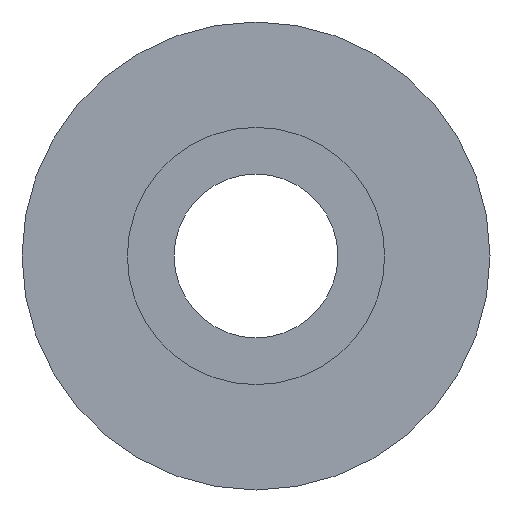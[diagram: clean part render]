
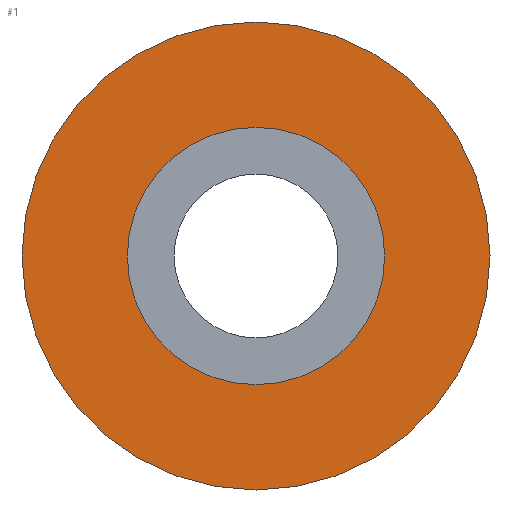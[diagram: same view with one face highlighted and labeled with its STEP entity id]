
A CAD part, front view. The second image highlights one B-rep face of the part: STEP entity #1.
In plain terms, the highlighted planar face has unit normal (0, -1, 0).
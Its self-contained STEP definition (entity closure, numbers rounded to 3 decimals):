
#1 = ADVANCED_FACE ( 'NONE', ( #251, #139 ), #259, .F. ) ;
#15 = ORIENTED_EDGE ( 'NONE', *, *, #370, .F. ) ;
#16 = CARTESIAN_POINT ( 'NONE',  ( 0., 0., 27.5 ) ) ;
#26 = CARTESIAN_POINT ( 'NONE',  ( 0., 0., -50. ) ) ;
#37 = CARTESIAN_POINT ( 'NONE',  ( 0., 0., 0. ) ) ;
#49 = AXIS2_PLACEMENT_3D ( 'NONE', #132, #110, #281 ) ;
#52 = EDGE_CURVE ( 'NONE', #79, #74, #344, .T. ) ;
#56 = VERTEX_POINT ( 'NONE', #144 ) ;
#58 = DIRECTION ( 'NONE',  ( 0., 0., -1. ) ) ;
#66 = EDGE_CURVE ( 'NONE', #74, #79, #262, .T. ) ;
#72 = AXIS2_PLACEMENT_3D ( 'NONE', #134, #346, #221 ) ;
#74 = VERTEX_POINT ( 'NONE', #16 ) ;
#79 = VERTEX_POINT ( 'NONE', #95 ) ;
#95 = CARTESIAN_POINT ( 'NONE',  ( 0., 0., -27.5 ) ) ;
#100 = ORIENTED_EDGE ( 'NONE', *, *, #151, .F. ) ;
#101 = CARTESIAN_POINT ( 'NONE',  ( 0., 0., 0. ) ) ;
#107 = ORIENTED_EDGE ( 'NONE', *, *, #52, .F. ) ;
#110 = DIRECTION ( 'NONE',  ( 0., 1., 0. ) ) ;
#132 = CARTESIAN_POINT ( 'NONE',  ( 0., 0., 0. ) ) ;
#134 = CARTESIAN_POINT ( 'NONE',  ( 0., 0., 0. ) ) ;
#139 = FACE_OUTER_BOUND ( 'NONE', #278, .T. ) ;
#144 = CARTESIAN_POINT ( 'NONE',  ( 0., 0., 50. ) ) ;
#151 = EDGE_CURVE ( 'NONE', #365, #56, #220, .T. ) ;
#159 = ORIENTED_EDGE ( 'NONE', *, *, #66, .F. ) ;
#196 = AXIS2_PLACEMENT_3D ( 'NONE', #101, #275, #214 ) ;
#214 = DIRECTION ( 'NONE',  ( 0., 0., 1. ) ) ;
#220 = CIRCLE ( 'NONE', #196, 50. ) ;
#221 = DIRECTION ( 'NONE',  ( 0., 0., 1. ) ) ;
#226 = CARTESIAN_POINT ( 'NONE',  ( 0., 0., 0. ) ) ;
#232 = CIRCLE ( 'NONE', #72, 50. ) ;
#240 = EDGE_LOOP ( 'NONE', ( #107, #159 ) ) ;
#244 = DIRECTION ( 'NONE',  ( 0., 0., -1. ) ) ;
#251 = FACE_BOUND ( 'NONE', #240, .T. ) ;
#255 = AXIS2_PLACEMENT_3D ( 'NONE', #37, #334, #244 ) ;
#259 = PLANE ( 'NONE',  #49 ) ;
#262 = CIRCLE ( 'NONE', #255, 27.5 ) ;
#275 = DIRECTION ( 'NONE',  ( 0., 1., 0. ) ) ;
#278 = EDGE_LOOP ( 'NONE', ( #100, #15 ) ) ;
#281 = DIRECTION ( 'NONE',  ( 0., 0., 1. ) ) ;
#303 = AXIS2_PLACEMENT_3D ( 'NONE', #226, #349, #58 ) ;
#334 = DIRECTION ( 'NONE',  ( 0., -1., 0. ) ) ;
#344 = CIRCLE ( 'NONE', #303, 27.5 ) ;
#346 = DIRECTION ( 'NONE',  ( 0., 1., 0. ) ) ;
#349 = DIRECTION ( 'NONE',  ( 0., -1., 0. ) ) ;
#365 = VERTEX_POINT ( 'NONE', #26 ) ;
#370 = EDGE_CURVE ( 'NONE', #56, #365, #232, .T. ) ;
